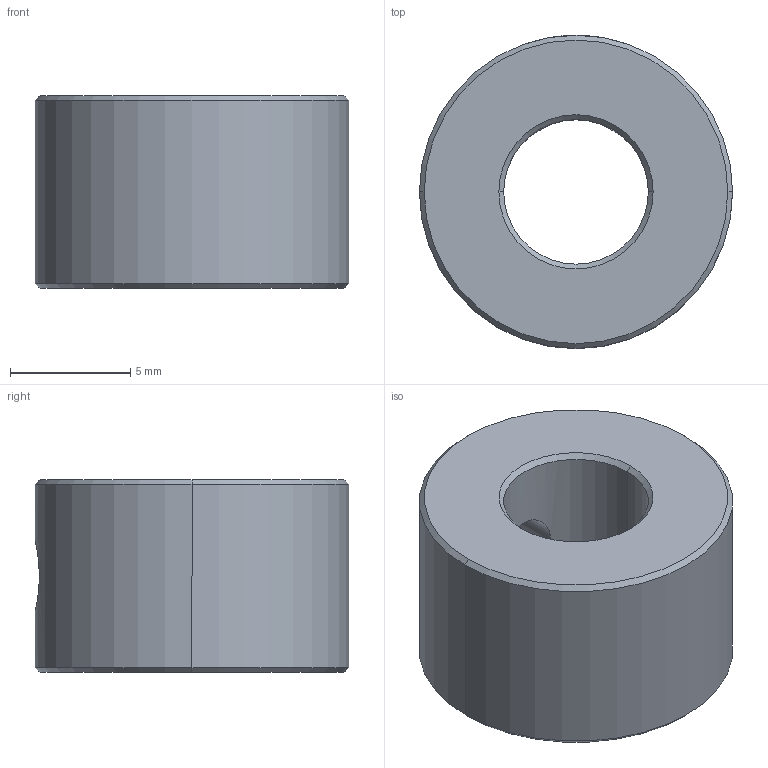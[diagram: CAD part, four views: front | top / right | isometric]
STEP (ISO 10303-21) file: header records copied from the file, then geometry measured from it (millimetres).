
FILE_DESCRIPTION (( 'STEP AP203' ), '1' );
FILE_NAME ('REV-41-1327.STEP', '2017-06-12T18:04:38', ( '' ), ( '' ), 'SwSTEP 2.0', 'SolidWorks 2016', '' );
FILE_SCHEMA (( 'CONFIG_CONTROL_DESIGN' ));
Length unit declared in the file: millimetre
Products named in the file (1): REV-41-1327
Bounding box: 13 x 13 x 8 mm (x, y, z)
Volume: 816.3 mm3; surface area: 689.4 mm2
Topology: 1 solids, 1 shells, 18 faces, 40 edges, 24 vertices
Faces by surface type: cone 8, cylinder 6, bspline 2, plane 2
Entity records: 1191 total; most frequent: CARTESIAN_POINT 719, ORIENTED_EDGE 80, DIRECTION 80, EDGE_CURVE 40, AXIS2_PLACEMENT_3D 33, VERTEX_POINT 24, EDGE_LOOP 22, FACE_OUTER_BOUND 18
